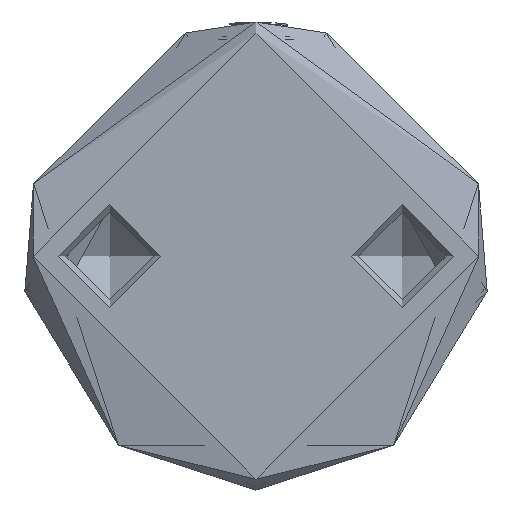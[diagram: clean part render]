
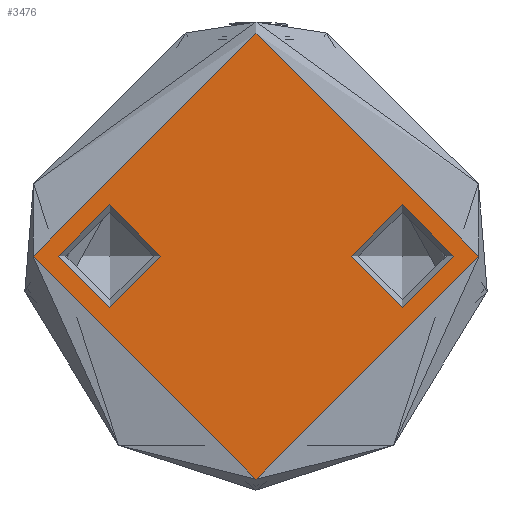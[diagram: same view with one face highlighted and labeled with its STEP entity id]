
A CAD part, front view. The second image highlights one B-rep face of the part: STEP entity #3476.
In plain terms, the highlighted face is planar.
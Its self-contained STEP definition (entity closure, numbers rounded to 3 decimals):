
#223 = CARTESIAN_POINT ( 'NONE',  ( 0., 0., 0. ) ) ;
#470 = DIRECTION ( 'NONE',  ( 0., 0., 1. ) ) ;
#490 = VERTEX_POINT ( 'NONE', #4135 ) ;
#501 = CARTESIAN_POINT ( 'NONE',  ( 0., 10., 0. ) ) ;
#695 = CIRCLE ( 'NONE', #4078, 3.5 ) ;
#699 = DIRECTION ( 'NONE',  ( 1., 0., 0. ) ) ;
#856 = ORIENTED_EDGE ( 'NONE', *, *, #3211, .F. ) ;
#983 = DIRECTION ( 'NONE',  ( 0., 1., 0. ) ) ;
#1189 = FACE_BOUND ( 'NONE', #3694, .T. ) ;
#1194 = FACE_OUTER_BOUND ( 'NONE', #4050, .T. ) ;
#1259 = FACE_BOUND ( 'NONE', #3678, .T. ) ;
#1309 = VERTEX_POINT ( 'NONE', #2253 ) ;
#1615 = CARTESIAN_POINT ( 'NONE',  ( 0., 0., 0. ) ) ;
#1656 = AXIS2_PLACEMENT_3D ( 'NONE', #1615, #4895, #2095 ) ;
#1870 = ORIENTED_EDGE ( 'NONE', *, *, #5555, .T. ) ;
#2095 = DIRECTION ( 'NONE',  ( 1., 0., 0. ) ) ;
#2253 = CARTESIAN_POINT ( 'NONE',  ( 15.25, 0., 0. ) ) ;
#2305 = AXIS2_PLACEMENT_3D ( 'NONE', #223, #3544, #699 ) ;
#2704 = AXIS2_PLACEMENT_3D ( 'NONE', #3309, #470, #3783 ) ;
#3117 = CIRCLE ( 'NONE', #2704, 3.5 ) ;
#3211 = EDGE_CURVE ( 'NONE', #490, #490, #3117, .T. ) ;
#3309 = CARTESIAN_POINT ( 'NONE',  ( 0., -10., 0. ) ) ;
#3476 = ADVANCED_FACE ( 'NONE', ( #1189, #1259, #1194 ), #5336, .T. ) ;
#3481 = CIRCLE ( 'NONE', #2305, 15.25 ) ;
#3544 = DIRECTION ( 'NONE',  ( 0., 0., 1. ) ) ;
#3672 = CARTESIAN_POINT ( 'NONE',  ( 0., 13.5, 0. ) ) ;
#3678 = EDGE_LOOP ( 'NONE', ( #1870 ) ) ;
#3694 = EDGE_LOOP ( 'NONE', ( #856 ) ) ;
#3783 = DIRECTION ( 'NONE',  ( 0., -1., 0. ) ) ;
#3807 = DIRECTION ( 'NONE',  ( 0., 0., -1. ) ) ;
#4050 = EDGE_LOOP ( 'NONE', ( #5289 ) ) ;
#4078 = AXIS2_PLACEMENT_3D ( 'NONE', #501, #3807, #983 ) ;
#4135 = CARTESIAN_POINT ( 'NONE',  ( 0., -13.5, 0. ) ) ;
#4294 = EDGE_CURVE ( 'NONE', #1309, #1309, #3481, .T. ) ;
#4895 = DIRECTION ( 'NONE',  ( 0., 0., 1. ) ) ;
#4922 = VERTEX_POINT ( 'NONE', #3672 ) ;
#5289 = ORIENTED_EDGE ( 'NONE', *, *, #4294, .T. ) ;
#5336 = PLANE ( 'NONE',  #1656 ) ;
#5555 = EDGE_CURVE ( 'NONE', #4922, #4922, #695, .T. ) ;
